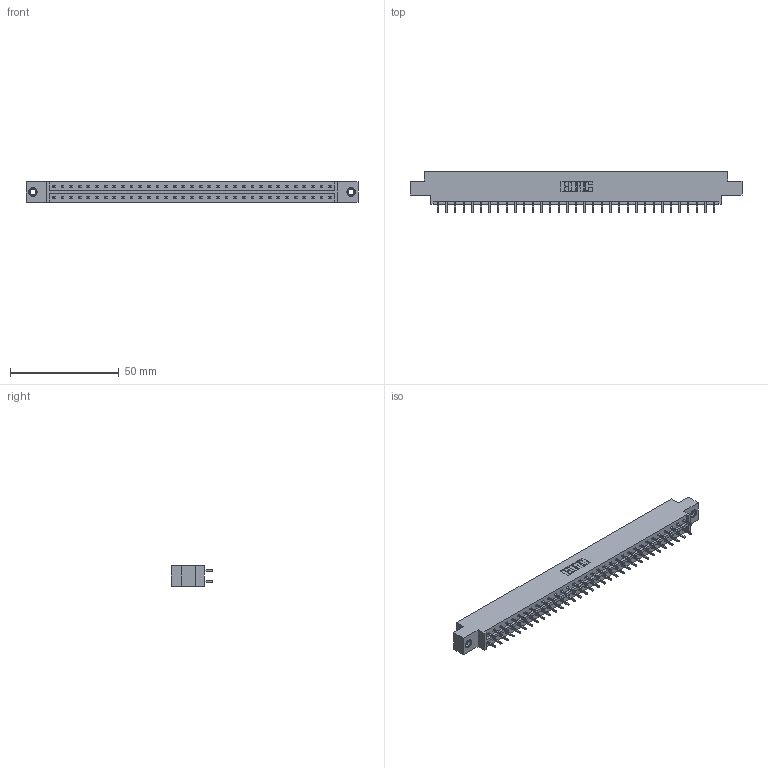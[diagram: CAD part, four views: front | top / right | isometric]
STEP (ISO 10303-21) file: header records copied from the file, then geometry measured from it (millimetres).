
FILE_DESCRIPTION (( 'STEP AP203' ), '1' );
FILE_NAME ('333-066-521-807.STEP', '2018-08-04T11:04:28', ( '' ), ( '' ), 'SwSTEP 2.0', 'SolidWorks 2016', '' );
FILE_SCHEMA (( 'CONFIG_CONTROL_DESIGN' ));
Length unit declared in the file: inch
Products named in the file (4): 333 Part_Offset - .156 Dia - TI; 345-292-001_345-293-121; 345-250-001_345-250-005-103; 333-066-521-807
Assembly tree (69 placements, depth 2):
  333-066-521-807
    333 Part_Offset - .156 Dia - TI
    345-292-001_345-293-121  x66
    345-250-001_345-250-005-103  x2
Bounding box: 152.3 x 19.06 x 9.4 mm (x, y, z)
Volume: 15196.4 mm3; surface area: 17934.3 mm2
Topology: 69 solids, 69 shells, 3610 faces, 10689 edges, 7030 vertices
Faces by surface type: plane 2482, cylinder 1112, cone 12, torus 4
Entity records: 23730 total; most frequent: CARTESIAN_POINT 3929, ORIENTED_EDGE 3858, DIRECTION 3403, EDGE_CURVE 1929, VECTOR 1781, LINE 1781, VERTEX_POINT 1280, AXIS2_PLACEMENT_3D 811
